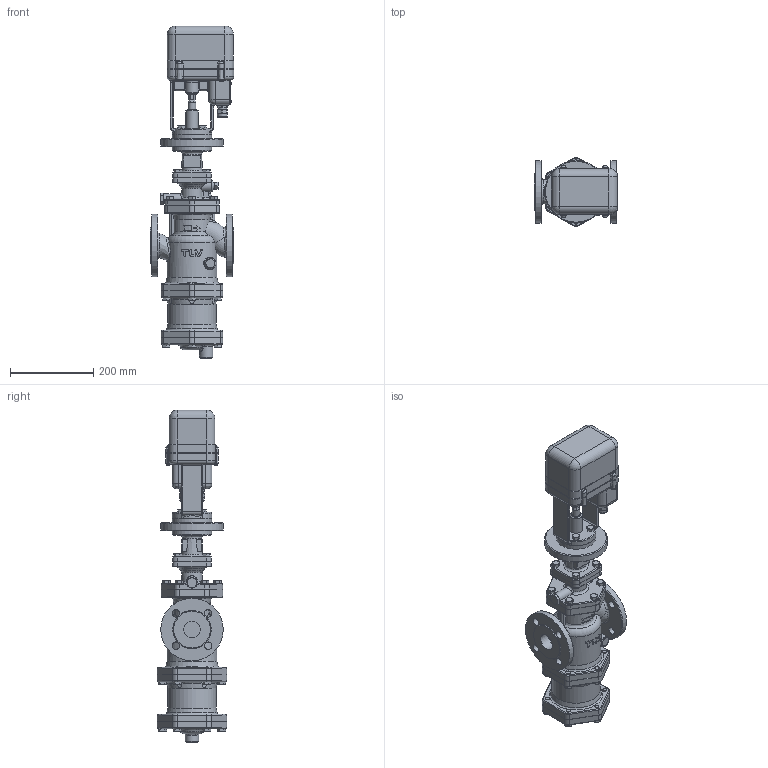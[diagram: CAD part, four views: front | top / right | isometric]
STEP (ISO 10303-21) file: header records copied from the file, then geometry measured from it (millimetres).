
FILE_DESCRIPTION((''),'2;1');
FILE_NAME('ccs3x-040-e0025-00.stp','2009-09-16T15:10:08',('nakaot'),(''),'Autodesk Inventor 2008','Autodesk Inventor 2008','');
FILE_SCHEMA(('AUTOMOTIVE_DESIGN { 1 0 10303 214 1 1 1 1 }'));
Length unit declared in the file: millimetre
Products named in the file (1): ccs3x-040-e0025-00
Bounding box: 200 x 166.02 x 797 mm (x, y, z)
Volume: 8672299.8 mm3; surface area: 650022.6 mm2
Topology: 1 solids, 1 shells, 1411 faces, 3442 edges, 2134 vertices
Faces by surface type: plane 558, cylinder 367, bspline 331, torus 78, cone 61, sphere 16
Full cylindrical faces by diameter (mm): 2.459 x2, 4 x2, 4.6 x2, 5.3 x2, 6 x6, 7 x2, 10 x32, 12 x12, 18 x1, 20 x2, 23 x1, 24 x3, 28 x1, 30 x1, 31.289 x1, 32 x1, 40 x2, 45 x1, 80 x1, 88 x2, 95 x3, 100 x1, 116 x1, 120 x3, 150 x3
Entity records: 69213 total; most frequent: CARTESIAN_POINT 38962, ORIENTED_EDGE 6292, DIRECTION 5867, EDGE_CURVE 3146, AXIS2_PLACEMENT_3D 2266, VERTEX_POINT 2060, EDGE_LOOP 1814, FACE_OUTER_BOUND 1411
